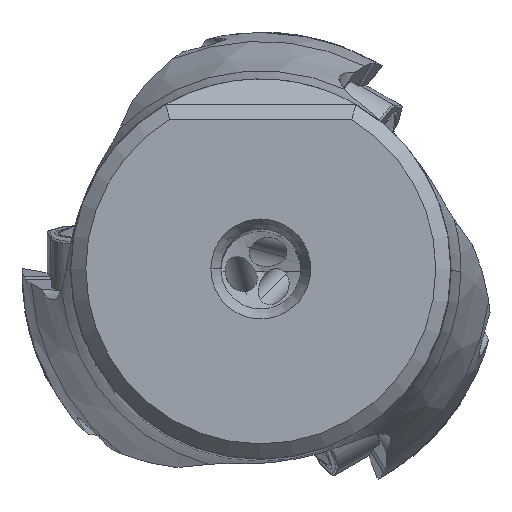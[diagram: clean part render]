
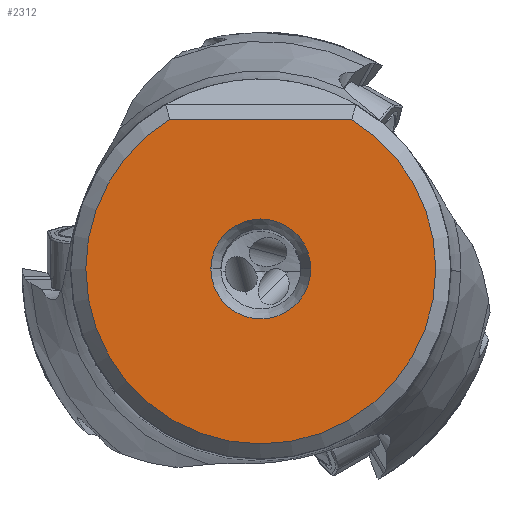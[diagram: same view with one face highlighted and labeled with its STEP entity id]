
A CAD part, top view. The second image highlights one B-rep face of the part: STEP entity #2312.
In plain terms, the highlighted planar face has unit normal (0, 0, 1).
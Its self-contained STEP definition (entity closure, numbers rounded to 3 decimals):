
#564=PLANE('',#12926);
#710=FACE_BOUND('',#3678,.T.);
#711=FACE_BOUND('',#3679,.T.);
#1022=LINE('',#24457,#1668);
#1668=VECTOR('',#15160,1.);
#2312=ADVANCED_FACE('',(#710,#711),#564,.T.);
#3678=EDGE_LOOP('',(#6436,#6437,#6438,#6439));
#3679=EDGE_LOOP('',(#6440,#6441));
#4427=CIRCLE('',#12920,17.515);
#4428=CIRCLE('',#12921,17.515);
#4429=CIRCLE('',#12922,17.515);
#4430=CIRCLE('',#12924,5.);
#4431=CIRCLE('',#12925,5.);
#6436=ORIENTED_EDGE('',*,*,#10619,.F.);
#6437=ORIENTED_EDGE('',*,*,#10618,.F.);
#6438=ORIENTED_EDGE('',*,*,#10617,.F.);
#6439=ORIENTED_EDGE('',*,*,#10609,.T.);
#6440=ORIENTED_EDGE('',*,*,#10620,.F.);
#6441=ORIENTED_EDGE('',*,*,#10621,.F.);
#9157=VERTEX_POINT('',#24458);
#9158=VERTEX_POINT('',#24459);
#9163=VERTEX_POINT('',#24483);
#9164=VERTEX_POINT('',#24485);
#9165=VERTEX_POINT('',#24489);
#9166=VERTEX_POINT('',#24490);
#10609=EDGE_CURVE('',#9157,#9158,#1022,.T.);
#10617=EDGE_CURVE('',#9157,#9163,#4427,.T.);
#10618=EDGE_CURVE('',#9163,#9164,#4428,.T.);
#10619=EDGE_CURVE('',#9164,#9158,#4429,.T.);
#10620=EDGE_CURVE('',#9165,#9166,#4430,.T.);
#10621=EDGE_CURVE('',#9166,#9165,#4431,.T.);
#12920=AXIS2_PLACEMENT_3D('',#24482,#15173,#15174);
#12921=AXIS2_PLACEMENT_3D('',#24484,#15175,#15176);
#12922=AXIS2_PLACEMENT_3D('',#24486,#15177,#15178);
#12924=AXIS2_PLACEMENT_3D('',#24488,#15181,#15182);
#12925=AXIS2_PLACEMENT_3D('',#24491,#15183,#15184);
#12926=AXIS2_PLACEMENT_3D('',#24492,#15185,#15186);
#15160=DIRECTION('',(-1.,0.,0.));
#15173=DIRECTION('',(0.,0.,-1.));
#15174=DIRECTION('',(0.52,0.854,0.));
#15175=DIRECTION('',(0.,0.,-1.));
#15176=DIRECTION('',(1.,-0.002,0.));
#15177=DIRECTION('',(0.,0.,-1.));
#15178=DIRECTION('',(-1.,0.002,0.));
#15181=DIRECTION('',(0.,0.,1.));
#15182=DIRECTION('',(-1.,0.,0.));
#15183=DIRECTION('',(0.,0.,1.));
#15184=DIRECTION('',(1.,0.,0.));
#15185=DIRECTION('',(0.,0.,1.));
#15186=DIRECTION('',(1.,0.,0.));
#24457=CARTESIAN_POINT('',(9.109,14.96,0.));
#24458=CARTESIAN_POINT('',(9.109,14.96,0.));
#24459=CARTESIAN_POINT('',(-9.109,14.96,0.));
#24482=CARTESIAN_POINT('',(0.,0.,0.));
#24483=CARTESIAN_POINT('',(17.515,-0.043,0.));
#24484=CARTESIAN_POINT('',(0.,0.,0.));
#24485=CARTESIAN_POINT('',(-17.515,0.043,0.));
#24486=CARTESIAN_POINT('',(0.,0.,0.));
#24488=CARTESIAN_POINT('',(0.,0.,0.));
#24489=CARTESIAN_POINT('',(-5.,0.,0.));
#24490=CARTESIAN_POINT('',(5.,0.,0.));
#24491=CARTESIAN_POINT('',(0.,0.,0.));
#24492=CARTESIAN_POINT('',(0.,-1.278,0.));
